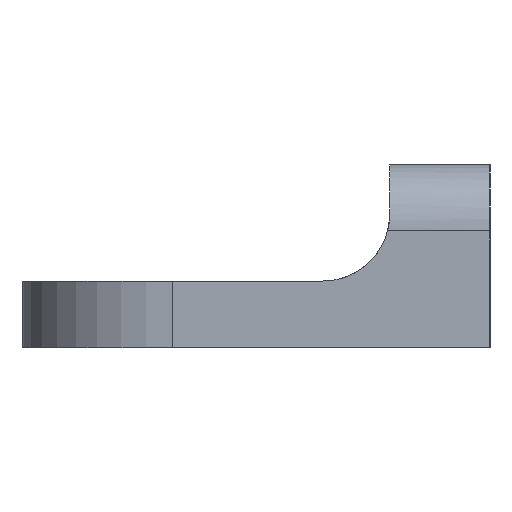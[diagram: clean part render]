
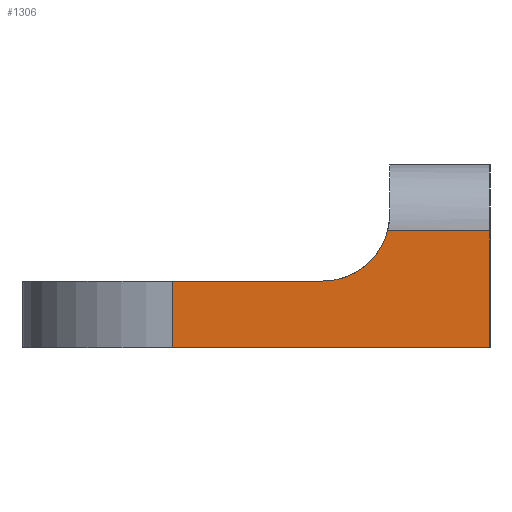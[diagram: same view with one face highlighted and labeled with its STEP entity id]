
A CAD part, left-side view. The second image highlights one B-rep face of the part: STEP entity #1306.
In plain terms, the highlighted planar face has unit normal (-1, 0, 0).
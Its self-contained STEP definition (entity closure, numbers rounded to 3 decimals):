
#64=PLANE('',#1409);
#141=FACE_OUTER_BOUND('',#215,.T.);
#215=EDGE_LOOP('',(#995,#996,#997,#998,#999,#1000));
#277=LINE('',#1898,#412);
#278=LINE('',#1901,#413);
#286=LINE('',#1949,#421);
#292=LINE('',#1961,#427);
#306=LINE('',#1991,#441);
#412=VECTOR('',#1518,10.);
#413=VECTOR('',#1521,10.);
#421=VECTOR('',#1555,10.);
#427=VECTOR('',#1565,10.);
#441=VECTOR('',#1599,10.);
#551=CIRCLE('',#1395,2.);
#582=VERTEX_POINT('',#1892);
#584=VERTEX_POINT('',#1896);
#585=VERTEX_POINT('',#1900);
#597=VERTEX_POINT('',#1934);
#600=VERTEX_POINT('',#1945);
#603=VERTEX_POINT('',#1957);
#713=EDGE_CURVE('',#584,#582,#277,.T.);
#714=EDGE_CURVE('',#582,#585,#278,.T.);
#732=EDGE_CURVE('',#600,#597,#551,.T.);
#733=EDGE_CURVE('',#585,#600,#286,.T.);
#740=EDGE_CURVE('',#597,#603,#292,.T.);
#755=EDGE_CURVE('',#603,#584,#306,.T.);
#995=ORIENTED_EDGE('',*,*,#714,.F.);
#996=ORIENTED_EDGE('',*,*,#713,.F.);
#997=ORIENTED_EDGE('',*,*,#755,.F.);
#998=ORIENTED_EDGE('',*,*,#740,.F.);
#999=ORIENTED_EDGE('',*,*,#732,.F.);
#1000=ORIENTED_EDGE('',*,*,#733,.F.);
#1306=ADVANCED_FACE('',(#141),#64,.F.);
#1395=AXIS2_PLACEMENT_3D('',#1947,#1551,#1552);
#1409=AXIS2_PLACEMENT_3D('',#1992,#1600,#1601);
#1518=DIRECTION('',(0.,1.,0.));
#1521=DIRECTION('',(0.,0.,1.));
#1551=DIRECTION('center_axis',(-1.,0.,0.));
#1552=DIRECTION('ref_axis',(0.,-0.707,-0.707));
#1555=DIRECTION('',(0.,-1.,0.));
#1565=DIRECTION('',(0.,-1.,0.));
#1599=DIRECTION('',(0.,0.,-1.));
#1600=DIRECTION('center_axis',(1.,0.,0.));
#1601=DIRECTION('ref_axis',(0.,0.,-1.));
#1892=CARTESIAN_POINT('',(-35.,99.5,244.));
#1896=CARTESIAN_POINT('',(-35.,90.,244.));
#1898=CARTESIAN_POINT('',(-35.,94.5,244.));
#1900=CARTESIAN_POINT('',(-35.,99.5,246.));
#1901=CARTESIAN_POINT('',(-35.,99.5,245.));
#1934=CARTESIAN_POINT('',(-35.,93.064,247.5));
#1945=CARTESIAN_POINT('',(-35.,95.,246.));
#1947=CARTESIAN_POINT('Origin',(-35.,95.,248.));
#1949=CARTESIAN_POINT('',(-35.,94.5,246.));
#1957=CARTESIAN_POINT('',(-35.,90.,247.5));
#1961=CARTESIAN_POINT('',(-35.,93.,247.5));
#1991=CARTESIAN_POINT('',(-35.,90.,247.5));
#1992=CARTESIAN_POINT('Origin',(-35.,94.5,245.));
